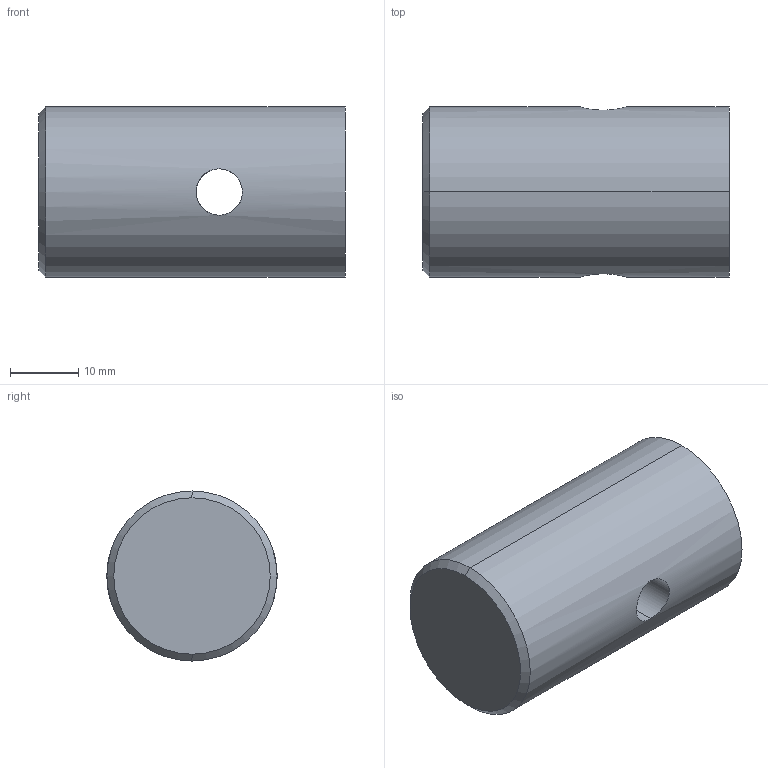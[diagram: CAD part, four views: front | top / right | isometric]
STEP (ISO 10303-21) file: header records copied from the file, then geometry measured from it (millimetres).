
FILE_DESCRIPTION (( 'STEP AP214' ), '1' );
FILE_NAME ('0015239.step', '2022-12-12T11:54:25', ( '' ), ( '' ), 'SwSTEP 2.0', 'SolidWorks 2020', '' );
FILE_SCHEMA (( 'AUTOMOTIVE_DESIGN' ));
Length unit declared in the file: millimetre
Products named in the file (1): 0015239
Bounding box: 45 x 25 x 25 mm (x, y, z)
Volume: 18689.9 mm3; surface area: 5784.6 mm2
Topology: 1 solids, 1 shells, 17 faces, 38 edges, 23 vertices
Faces by surface type: cylinder 10, cone 4, plane 3
Entity records: 824 total; most frequent: CARTESIAN_POINT 349, DIRECTION 78, ORIENTED_EDGE 72, EDGE_CURVE 36, AXIS2_PLACEMENT_3D 32, EDGE_LOOP 23, VERTEX_POINT 23, FACE_OUTER_BOUND 17
